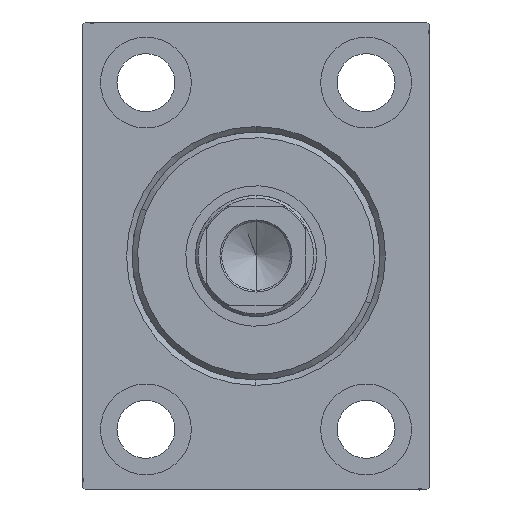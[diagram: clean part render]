
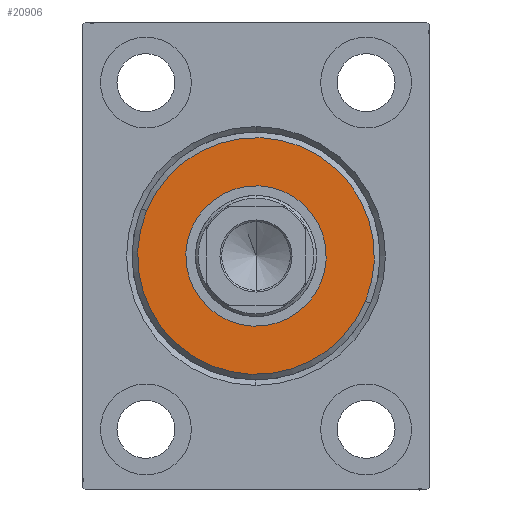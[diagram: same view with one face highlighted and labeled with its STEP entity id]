
A CAD part, left-side view. The second image highlights one B-rep face of the part: STEP entity #20906.
In plain terms, the highlighted face is planar.
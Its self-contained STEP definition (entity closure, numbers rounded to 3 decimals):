
#84 = AXIS2_PLACEMENT_3D ( 'NONE', #20684, #41031, #30646 ) ;
#723 = VERTEX_POINT ( 'NONE', #42244 ) ;
#1893 = EDGE_CURVE ( 'NONE', #28499, #723, #37221, .T. ) ;
#3606 = CARTESIAN_POINT ( 'NONE',  ( 3., 0., -21.5 ) ) ;
#5101 = DIRECTION ( 'NONE',  ( 0., 0., -1. ) ) ;
#5704 = DIRECTION ( 'NONE',  ( 1., 0., 0. ) ) ;
#5720 = DIRECTION ( 'NONE',  ( -1., 0., 0. ) ) ;
#6445 = CARTESIAN_POINT ( 'NONE',  ( 3., 0., 0. ) ) ;
#8602 = ORIENTED_EDGE ( 'NONE', *, *, #18754, .T. ) ;
#8682 = ORIENTED_EDGE ( 'NONE', *, *, #30256, .T. ) ;
#8822 = CARTESIAN_POINT ( 'NONE',  ( 3., 0., 12.75 ) ) ;
#9258 = CIRCLE ( 'NONE', #84, 21.5 ) ;
#9560 = ORIENTED_EDGE ( 'NONE', *, *, #1893, .T. ) ;
#10052 = AXIS2_PLACEMENT_3D ( 'NONE', #42866, #5704, #22947 ) ;
#11376 = ORIENTED_EDGE ( 'NONE', *, *, #23210, .T. ) ;
#12396 = CIRCLE ( 'NONE', #29333, 12.75 ) ;
#13513 = VERTEX_POINT ( 'NONE', #20384 ) ;
#15042 = AXIS2_PLACEMENT_3D ( 'NONE', #41820, #38075, #5101 ) ;
#16635 = DIRECTION ( 'NONE',  ( 0., 0., -1. ) ) ;
#18754 = EDGE_CURVE ( 'NONE', #34989, #13513, #9258, .T. ) ;
#20384 = CARTESIAN_POINT ( 'NONE',  ( 3., 0., 21.5 ) ) ;
#20684 = CARTESIAN_POINT ( 'NONE',  ( 3., 0., 0. ) ) ;
#20906 = ADVANCED_FACE ( 'NONE', ( #43306, #36016 ), #23387, .T. ) ;
#22947 = DIRECTION ( 'NONE',  ( 0., 0., -1. ) ) ;
#23210 = EDGE_CURVE ( 'NONE', #13513, #34989, #29147, .T. ) ;
#23387 = PLANE ( 'NONE',  #10052 ) ;
#27236 = DIRECTION ( 'NONE',  ( -1., 0., 0. ) ) ;
#27642 = EDGE_LOOP ( 'NONE', ( #9560, #8682 ) ) ;
#28499 = VERTEX_POINT ( 'NONE', #8822 ) ;
#29147 = CIRCLE ( 'NONE', #15042, 21.5 ) ;
#29333 = AXIS2_PLACEMENT_3D ( 'NONE', #6445, #27236, #16635 ) ;
#29639 = EDGE_LOOP ( 'NONE', ( #11376, #8602 ) ) ;
#30256 = EDGE_CURVE ( 'NONE', #723, #28499, #12396, .T. ) ;
#30646 = DIRECTION ( 'NONE',  ( 0., 0., -1. ) ) ;
#34989 = VERTEX_POINT ( 'NONE', #3606 ) ;
#36016 = FACE_BOUND ( 'NONE', #27642, .T. ) ;
#37221 = CIRCLE ( 'NONE', #40757, 12.75 ) ;
#38075 = DIRECTION ( 'NONE',  ( 1., 0., 0. ) ) ;
#38707 = CARTESIAN_POINT ( 'NONE',  ( 3., 0., 0. ) ) ;
#40757 = AXIS2_PLACEMENT_3D ( 'NONE', #38707, #5720, #42445 ) ;
#41031 = DIRECTION ( 'NONE',  ( 1., 0., 0. ) ) ;
#41820 = CARTESIAN_POINT ( 'NONE',  ( 3., 0., 0. ) ) ;
#42244 = CARTESIAN_POINT ( 'NONE',  ( 3., 0., -12.75 ) ) ;
#42445 = DIRECTION ( 'NONE',  ( 0., 0., -1. ) ) ;
#42866 = CARTESIAN_POINT ( 'NONE',  ( 3., 0., 0. ) ) ;
#43306 = FACE_OUTER_BOUND ( 'NONE', #29639, .T. ) ;
